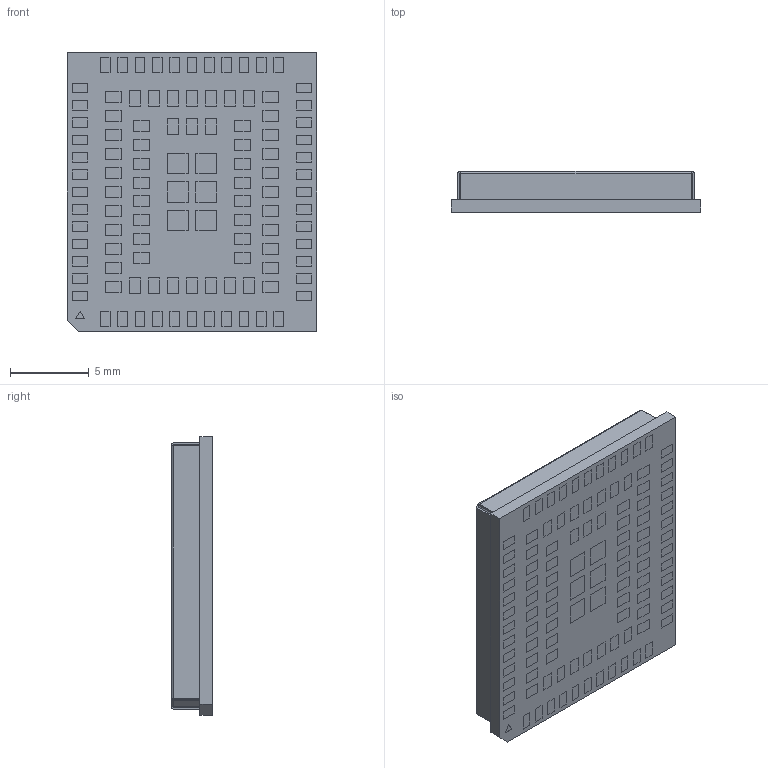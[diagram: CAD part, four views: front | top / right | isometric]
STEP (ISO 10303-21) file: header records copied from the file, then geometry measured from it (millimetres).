
FILE_DESCRIPTION (( 'STEP AP214' ), '1' );
FILE_NAME ('EG800Q-EU.STEP', '2023-03-21T04:22:15', ( '' ), ( '' ), 'SwSTEP 2.0', 'SolidWorks 2021', '' );
FILE_SCHEMA (( 'AUTOMOTIVE_DESIGN' ));
Length unit declared in the file: millimetre
Products named in the file (1): EG800Q-EU
Bounding box: 15.8 x 2.6 x 17.7 mm (x, y, z)
Volume: 267.7 mm3; surface area: 1597 mm2
Topology: 112 solids, 112 shells, 1256 faces, 2764 edges, 1842 vertices
Faces by surface type: plane 1244, cylinder 12
Entity records: 34815 total; most frequent: CARTESIAN_POINT 5869, ORIENTED_EDGE 5528, DIRECTION 5300, EDGE_CURVE 2764, LINE 2738, VECTOR 2738, VERTEX_POINT 1842, EDGE_LOOP 1368
